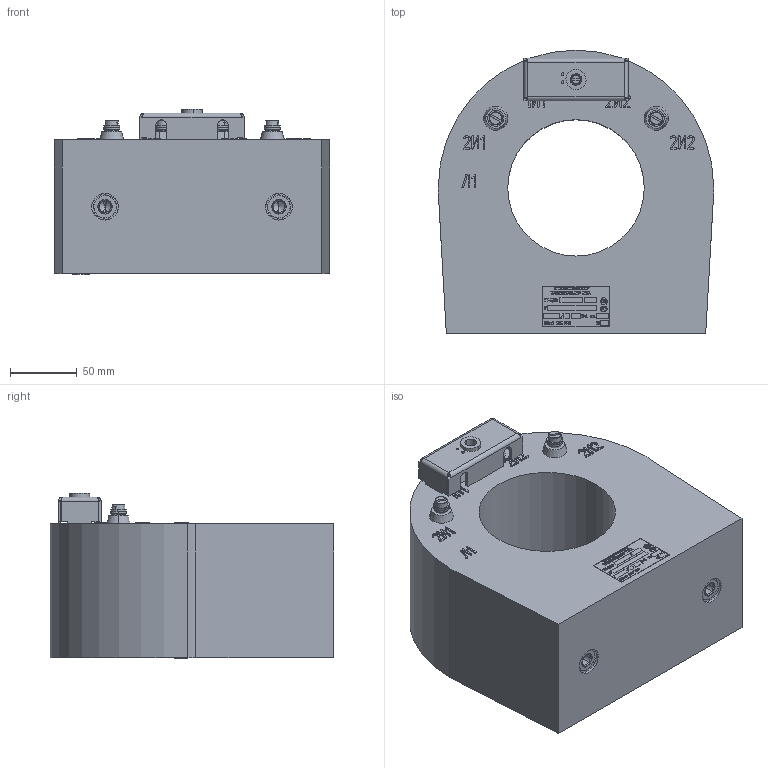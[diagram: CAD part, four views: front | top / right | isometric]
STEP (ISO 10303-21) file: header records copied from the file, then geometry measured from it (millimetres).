
FILE_DESCRIPTION (( 'STEP AP214' ), '1' );
FILE_NAME ('眣-0,66-眧氙V.STEP', '2023-07-28T10:34:31', ( '' ), ( '' ), 'SwSTEP 2.0', 'SolidWorks 2014', '' );
FILE_SCHEMA (( 'AUTOMOTIVE_DESIGN' ));
Length unit declared in the file: millimetre
Products named in the file (15): Âòîðè÷íûé âûâîä (â ñáîðå ãàéêà êîíòàêòíàÿ ñ âèíòîì); âèíò Ì6 õ 10.88.016 DIN 7985 Ò; øàéáà 6.65Ã.016 DIN 127 B; øàéáà Ñ6.01.016 DIN 125; Ãàéêà Ì6 (êîíòàêòíàÿ ÂÅÈÓ.758414.001-01 ëàòóíü); 扻斀僨罽 眧氙V; 眣-0,66-眧氙V; Òàáëè÷êà òåõíè÷åñêèõ äàííûõ ÒÒ-0,66 (ÒØË) óíèâåðñàëüíàÿ ÂÅÈÓ.754312.018-01 ; Ãàéêà Ì10 (çàêëàäíàÿ íà îñíîâàíèå); Êðûøêà çàùèòíàÿ (â ñáîðå ñ âèíòîì); âèíò Ì4 õ 8.88.016 DIN 7985; øàéáà 4.01.016 DIN 433; Âñòàâêà â êðûøêó çàùèòíóþ; Êðûøêà çàùèòíàÿ áåç âñòàâêè; Ãàéêà Ì4 (çàêëàäíàÿ äëÿ êðûøêè çàùèòíîé)
Assembly tree (18 placements, depth 3):
  眣-0,66-眧氙V
    扻斀僨罽 眧氙V
    Âòîðè÷íûé âûâîä (â ñáîðå ãàéêà êîíòàêòíàÿ ñ âèíòîì)  x4
      Ãàéêà Ì6 (êîíòàêòíàÿ ÂÅÈÓ.758414.001-01 ëàòóíü)
      øàéáà Ñ6.01.016 DIN 125
      øàéáà 6.65Ã.016 DIN 127 B
      âèíò Ì6 õ 10.88.016 DIN 7985 Ò
    Ãàéêà Ì4 (çàêëàäíàÿ äëÿ êðûøêè çàùèòíîé)
    Êðûøêà çàùèòíàÿ (â ñáîðå ñ âèíòîì)
      Êðûøêà çàùèòíàÿ áåç âñòàâêè
      Âñòàâêà â êðûøêó çàùèòíóþ
      øàéáà 4.01.016 DIN 433
      âèíò Ì4 õ 8.88.016 DIN 7985
    Ãàéêà Ì10 (çàêëàäíàÿ íà îñíîâàíèå)  x2
    Òàáëè÷êà òåõíè÷åñêèõ äàííûõ ÒÒ-0,66 (ÒØË) óíèâåðñàëüíàÿ ÂÅÈÓ.754312.018-01 
Bounding box: 206 x 212 x 124 mm (x, y, z)
Volume: 3058598.6 mm3; surface area: 199281.1 mm2
Topology: 25 solids, 25 shells, 2335 faces, 6260 edges, 4143 vertices
Faces by surface type: plane 1139, bspline 929, cylinder 178, cone 67, torus 22
Entity records: 115193 total; most frequent: CARTESIAN_POINT 49533, ORIENTED_EDGE 11702, DIRECTION 6759, EDGE_CURVE 5851, VERTEX_POINT 3886, VECTOR 3643, LINE 3643, EDGE_LOOP 2351
